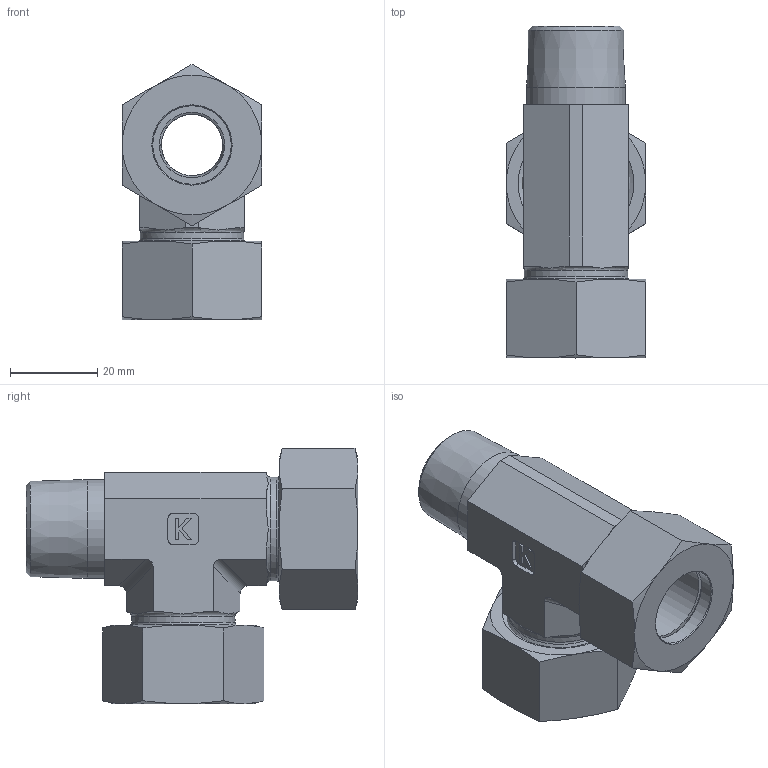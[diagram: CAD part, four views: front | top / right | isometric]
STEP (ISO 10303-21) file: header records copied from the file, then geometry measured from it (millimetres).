
FILE_DESCRIPTION((''),'2;1');
FILE_NAME('2503182226.stp','2014-08-25T11:02:30',(''),('KNOMI spol. s r. o.'),'Autodesk Inventor 2012','Autodesk Inventor 2012','');
FILE_SCHEMA(('AUTOMOTIVE_DESIGN { 1 2 10303 214 0 1 1 1 }'));
Length unit declared in the file: millimetre
Products named in the file (4): TBCM2K 18LMkuž; 40118; 3911826; 2502182226
Assembly tree (5 placements, depth 2):
  TBCM2K 18LMkuž
    40118  x2
    3911826  x2
    2502182226
Bounding box: 32 x 76 x 58.48 mm (x, y, z)
Volume: 43634.2 mm3; surface area: 23025.4 mm2
Topology: 5 solids, 5 shells, 159 faces, 385 edges, 240 vertices
Faces by surface type: plane 73, cone 50, cylinder 30, torus 6
Full cylindrical faces by diameter (mm): 14 x1, 15 x2, 18 x6, 20.3 x2, 22.657 x1, 23 x2, 23.7 x2, 24.376 x2, 26 x2
Entity records: 3753 total; most frequent: CARTESIAN_POINT 776, DIRECTION 582, ORIENTED_EDGE 524, EDGE_CURVE 262, AXIS2_PLACEMENT_3D 228, VERTEX_POINT 184, EDGE_LOOP 172, STYLED_ITEM 127
